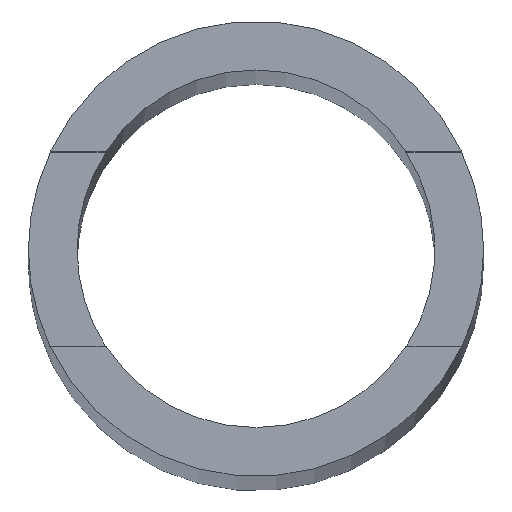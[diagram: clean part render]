
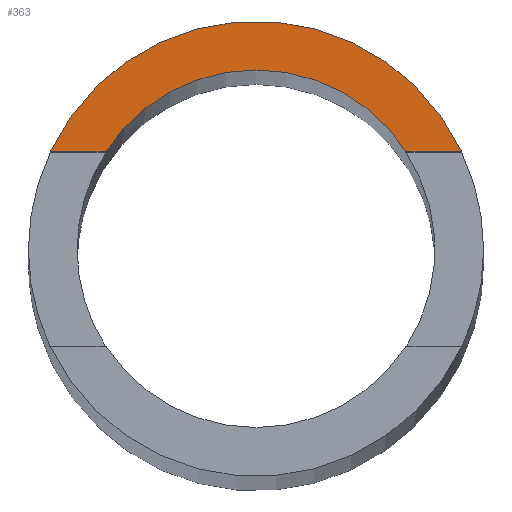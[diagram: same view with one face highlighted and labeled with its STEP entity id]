
A CAD part, top view. The second image highlights one B-rep face of the part: STEP entity #363.
In plain terms, the highlighted planar face has unit normal (0, 0, 1).
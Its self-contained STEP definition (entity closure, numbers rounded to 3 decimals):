
#19=CIRCLE('',#399,7.);
#30=CIRCLE('',#416,5.5);
#45=FACE_OUTER_BOUND('',#63,.T.);
#63=EDGE_LOOP('',(#297,#298,#299,#300));
#99=LINE('',#635,#133);
#100=LINE('',#636,#134);
#133=VECTOR('',#517,1.715);
#134=VECTOR('',#518,1.715);
#153=VERTEX_POINT('',#569);
#154=VERTEX_POINT('',#571);
#169=VERTEX_POINT('',#615);
#170=VERTEX_POINT('',#617);
#189=EDGE_CURVE('',#153,#154,#19,.T.);
#213=EDGE_CURVE('',#170,#169,#30,.T.);
#223=EDGE_CURVE('',#170,#153,#99,.T.);
#224=EDGE_CURVE('',#154,#169,#100,.T.);
#297=ORIENTED_EDGE('',*,*,#189,.F.);
#298=ORIENTED_EDGE('',*,*,#223,.F.);
#299=ORIENTED_EDGE('',*,*,#213,.T.);
#300=ORIENTED_EDGE('',*,*,#224,.F.);
#345=PLANE('',#421);
#363=ADVANCED_FACE('',(#45),#345,.F.);
#399=AXIS2_PLACEMENT_3D('',#572,#453,#454);
#416=AXIS2_PLACEMENT_3D('',#618,#500,#501);
#421=AXIS2_PLACEMENT_3D('',#634,#515,#516);
#453=DIRECTION('center_axis',(0.,0.,-1.));
#454=DIRECTION('ref_axis',(-0.904,0.429,0.));
#500=DIRECTION('center_axis',(0.,0.,-1.));
#501=DIRECTION('ref_axis',(-0.838,0.545,0.));
#515=DIRECTION('center_axis',(0.,0.,-1.));
#516=DIRECTION('ref_axis',(-1.,0.,0.));
#517=DIRECTION('',(-1.,0.,0.));
#518=DIRECTION('',(-1.,0.,0.));
#569=CARTESIAN_POINT('',(-6.325,3.,255.107));
#571=CARTESIAN_POINT('',(6.325,3.,255.107));
#572=CARTESIAN_POINT('Origin',(0.,0.,
255.107));
#615=CARTESIAN_POINT('',(4.61,3.,255.107));
#617=CARTESIAN_POINT('',(-4.61,3.,255.107));
#618=CARTESIAN_POINT('Origin',(0.,0.,255.107));
#634=CARTESIAN_POINT('Origin',(0.,0.,255.107));
#635=CARTESIAN_POINT('',(-4.61,3.,255.107));
#636=CARTESIAN_POINT('',(6.325,3.,255.107));
